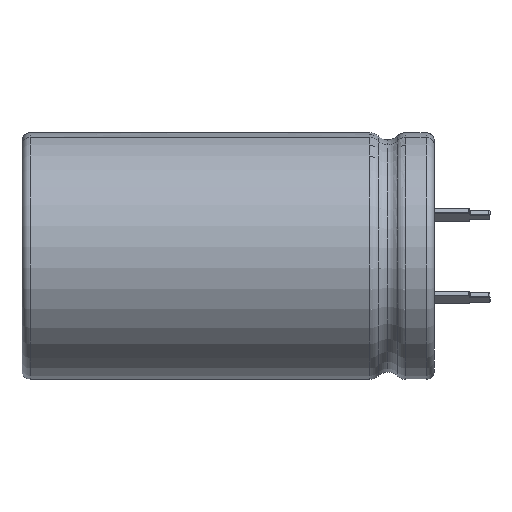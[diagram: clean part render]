
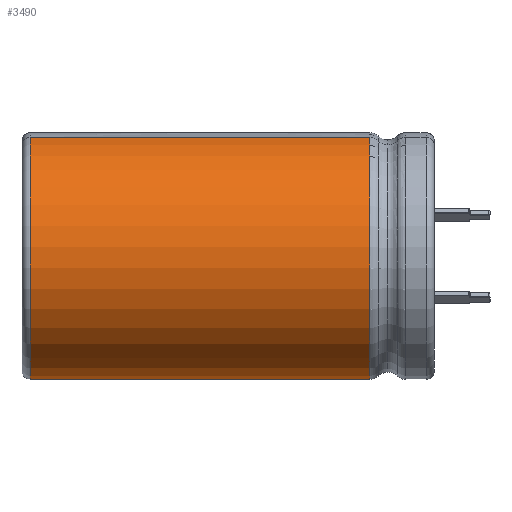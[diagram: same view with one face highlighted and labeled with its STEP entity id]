
A CAD part, left-side view. The second image highlights one B-rep face of the part: STEP entity #3490.
In plain terms, the highlighted cylindrical face has radius 15.24 mm (diameter 30.48 mm), a partial arc.
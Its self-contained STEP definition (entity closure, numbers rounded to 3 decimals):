
#238 = LINE ( 'NONE', #324, #4485 ) ;
#245 = FACE_OUTER_BOUND ( 'NONE', #6483, .T. ) ;
#324 = CARTESIAN_POINT ( 'NONE',  ( 4.19, 50.8, 14.653 ) ) ;
#429 = CARTESIAN_POINT ( 'NONE',  ( -4.19, 49.8, 14.653 ) ) ;
#612 = DIRECTION ( 'NONE',  ( 0., 1., 0. ) ) ;
#881 = DIRECTION ( 'NONE',  ( 0., -1., 0. ) ) ;
#956 = CIRCLE ( 'NONE', #2688, 15.24 ) ;
#1096 = AXIS2_PLACEMENT_3D ( 'NONE', #1718, #612, #4996 ) ;
#1333 = VERTEX_POINT ( 'NONE', #429 ) ;
#1718 = CARTESIAN_POINT ( 'NONE',  ( 0., 50.8, 0. ) ) ;
#1944 = ORIENTED_EDGE ( 'NONE', *, *, #6062, .T. ) ;
#2492 = VECTOR ( 'NONE', #3561, 1000. ) ;
#2688 = AXIS2_PLACEMENT_3D ( 'NONE', #6302, #3020, #6851 ) ;
#3001 = CARTESIAN_POINT ( 'NONE',  ( -4.19, 50.8, 14.653 ) ) ;
#3020 = DIRECTION ( 'NONE',  ( 0., 1., 0. ) ) ;
#3113 = DIRECTION ( 'NONE',  ( 0., 1., 0. ) ) ;
#3356 = EDGE_CURVE ( 'NONE', #3856, #1333, #956, .T. ) ;
#3490 = ADVANCED_FACE ( 'NONE', ( #245 ), #5750, .T. ) ;
#3518 = CIRCLE ( 'NONE', #6032, 15.24 ) ;
#3561 = DIRECTION ( 'NONE',  ( 0., 1., 0. ) ) ;
#3741 = EDGE_CURVE ( 'NONE', #3856, #5184, #238, .T. ) ;
#3784 = EDGE_CURVE ( 'NONE', #5963, #1333, #5237, .T. ) ;
#3856 = VERTEX_POINT ( 'NONE', #5190 ) ;
#4077 = ORIENTED_EDGE ( 'NONE', *, *, #3356, .F. ) ;
#4485 = VECTOR ( 'NONE', #881, 1000. ) ;
#4663 = CARTESIAN_POINT ( 'NONE',  ( -4.19, 7.955, 14.653 ) ) ;
#4718 = ORIENTED_EDGE ( 'NONE', *, *, #3784, .T. ) ;
#4996 = DIRECTION ( 'NONE',  ( 0., 0., 1. ) ) ;
#5184 = VERTEX_POINT ( 'NONE', #7011 ) ;
#5190 = CARTESIAN_POINT ( 'NONE',  ( 4.19, 49.8, 14.653 ) ) ;
#5237 = LINE ( 'NONE', #3001, #2492 ) ;
#5386 = ORIENTED_EDGE ( 'NONE', *, *, #3741, .T. ) ;
#5750 = CYLINDRICAL_SURFACE ( 'NONE', #1096, 15.24 ) ;
#5963 = VERTEX_POINT ( 'NONE', #4663 ) ;
#6032 = AXIS2_PLACEMENT_3D ( 'NONE', #6393, #3113, #6945 ) ;
#6062 = EDGE_CURVE ( 'NONE', #5184, #5963, #3518, .T. ) ;
#6302 = CARTESIAN_POINT ( 'NONE',  ( 0., 49.8, 0. ) ) ;
#6393 = CARTESIAN_POINT ( 'NONE',  ( 0., 7.955, 0. ) ) ;
#6483 = EDGE_LOOP ( 'NONE', ( #4077, #5386, #1944, #4718 ) ) ;
#6851 = DIRECTION ( 'NONE',  ( 0., 0., 1. ) ) ;
#6945 = DIRECTION ( 'NONE',  ( 0., 0., 1. ) ) ;
#7011 = CARTESIAN_POINT ( 'NONE',  ( 4.19, 7.955, 14.653 ) ) ;
